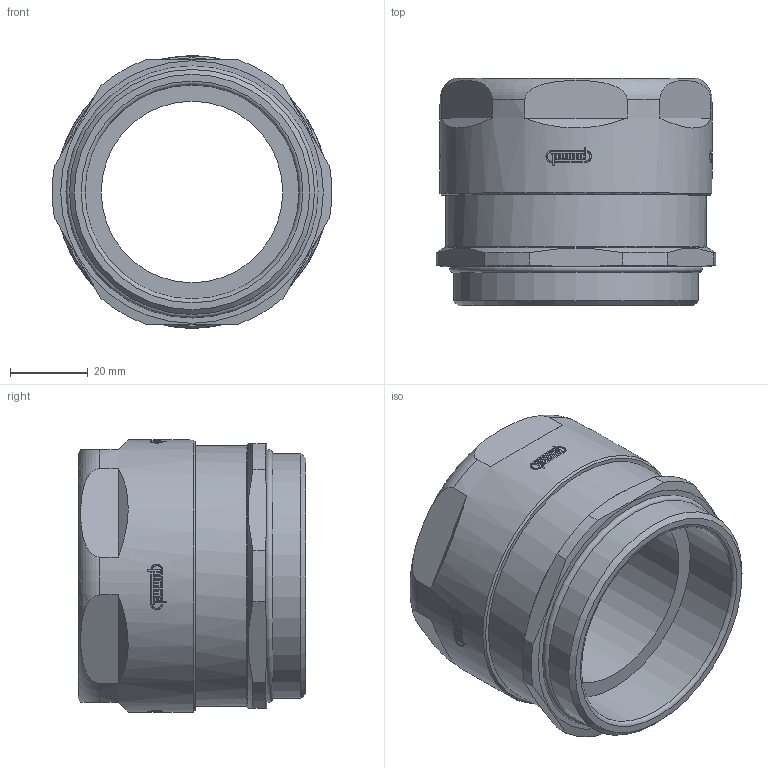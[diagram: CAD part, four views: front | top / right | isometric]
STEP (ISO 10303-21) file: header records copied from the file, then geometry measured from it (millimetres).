
FILE_DESCRIPTION(/* description */ ('STEP AP214'),/* implementation_level */ '2;1');
FILE_NAME(/* name */ '1752630050.stp',/* time_stamp */ '2022-06-08T10:43:25+02:00',/* author */ ('sl'),/* organization */ (''),/* preprocessor_version */ 'ST-DEVELOPER v16.5',/* originating_system */ 'Autodesk Inventor 2017',/* authorisation */ '');
FILE_SCHEMA (('AUTOMOTIVE_DESIGN { 1 0 10303 214 3 1 1 }'));
Length unit declared in the file: millimetre
Products named in the file (1): 1752630050
Bounding box: 71.86 x 58.4 x 70 mm (x, y, z)
Volume: 91317.3 mm3; surface area: 25622.9 mm2
Topology: 1 solids, 1 shells, 577 faces, 1613 edges, 1074 vertices
Faces by surface type: plane 304, bspline 220, cylinder 44, torus 5, cone 4
Full cylindrical faces by diameter (mm): 46.7 x1, 54.2 x1, 55 x1, 63 x1, 67 x1, 70 x1
Entity records: 23382 total; most frequent: CARTESIAN_POINT 9224, ORIENTED_EDGE 3182, DIRECTION 2188, EDGE_CURVE 1591, VERTEX_POINT 1067, LINE 810, VECTOR 810, AXIS2_PLACEMENT_3D 689
